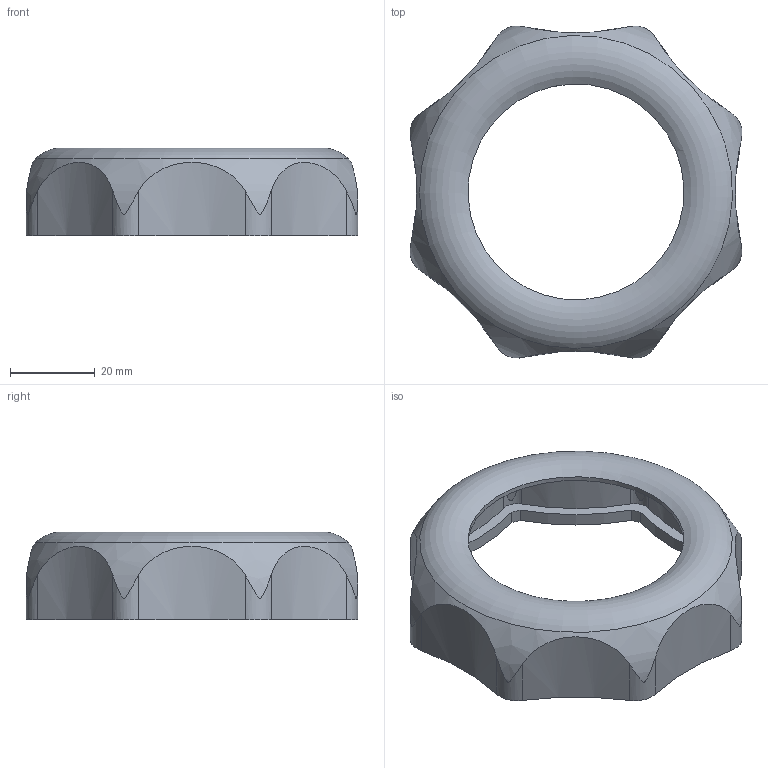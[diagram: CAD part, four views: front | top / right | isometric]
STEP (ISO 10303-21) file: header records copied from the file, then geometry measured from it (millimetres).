
FILE_DESCRIPTION( ( 'STEP AP203' ), '1' );
FILE_NAME( 'VK3080.step', '2022-07-20T08:14:12', ( ' ' ), ( ' ' ), 'XStep 1.0', ' ', ' ' );
FILE_SCHEMA( ( 'CONFIG_CONTROL_DESIGN' ) );
Length unit declared in the file: millimetre
Products named in the file (1): 1
Bounding box: 78.44 x 78.44 x 20.78 mm (x, y, z)
Volume: 15565.8 mm3; surface area: 15542.5 mm2
Topology: 1 solids, 1 shells, 2303 faces, 6816 edges, 4544 vertices
Faces by surface type: plane 2180, cylinder 76, torus 30, cone 16, bspline 1
Full cylindrical faces by diameter (mm): 51 x1
Entity records: 81873 total; most frequent: CARTESIAN_POINT 29107, ORIENTED_EDGE 13616, DIRECTION 7026, EDGE_CURVE 6808, VERTEX_POINT 4540, B_SPLINE_CURVE_WITH_KNOTS 4472, AXIS2_PLACEMENT_3D 2387, EDGE_LOOP 2338
